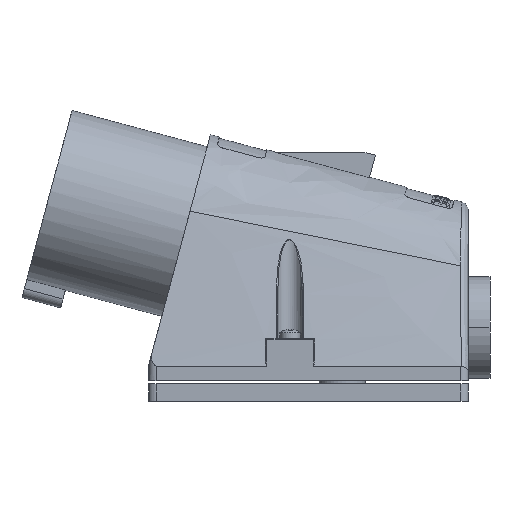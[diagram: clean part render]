
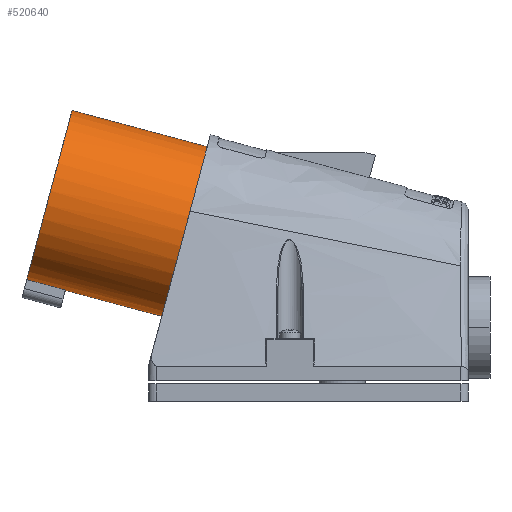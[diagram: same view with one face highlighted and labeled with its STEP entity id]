
A CAD part, front view. The second image highlights one B-rep face of the part: STEP entity #520640.
In plain terms, the highlighted cylindrical face has radius 28.5 mm (diameter 57 mm), a partial arc.
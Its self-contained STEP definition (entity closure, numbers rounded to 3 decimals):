
#210=CARTESIAN_POINT('',(-47.205,51.,94.664));
#220=DIRECTION('',(-0.966,0.,0.259));
#230=DIRECTION('',(0.259,0.,0.966));
#240=AXIS2_PLACEMENT_3D('',#210,#220,#230);
#250=CIRCLE('',#240,28.5);
#260=CARTESIAN_POINT('',(-54.541,48.,67.288));
#270=VERTEX_POINT('',#260);
#280=CARTESIAN_POINT('',(-39.829,51.,122.193));
#290=VERTEX_POINT('',#280);
#300=EDGE_CURVE('',#270,#290,#250,.T.);
#820=CARTESIAN_POINT('',(-34.648,51.,91.299));
#830=DIRECTION('',(-0.966,0.,0.259));
#840=DIRECTION('',(0.259,0.,0.966));
#850=AXIS2_PLACEMENT_3D('',#820,#830,#840);
#860=CIRCLE('',#850,28.5);
#870=CARTESIAN_POINT('',(-42.024,51.,63.771));
#880=VERTEX_POINT('',#870);
#910=CARTESIAN_POINT('',(-10.632,51.,55.359));
#920=DIRECTION('',(-0.966,0.,0.259));
#930=VECTOR('',#920,1.);
#940=LINE('',#910,#930);
#950=CARTESIAN_POINT('',(-10.632,51.,55.359));
#960=VERTEX_POINT('',#950);
#970=EDGE_CURVE('',#960,#880,#940,.T.);
#990=CARTESIAN_POINT('',(-3.256,51.,82.888));
#1000=DIRECTION('',(-0.966,0.,0.259));
#1010=DIRECTION('',(0.259,0.,0.966));
#1020=AXIS2_PLACEMENT_3D('',#990,#1000,#1010);
#1030=CIRCLE('',#1020,28.5);
#1040=CARTESIAN_POINT('',(4.121,51.,110.417));
#1050=VERTEX_POINT('',#1040);
#1080=CARTESIAN_POINT('',(4.121,51.,110.417));
#1090=DIRECTION('',(-0.966,0.,0.259));
#1100=VECTOR('',#1090,1.);
#1110=LINE('',#1080,#1100);
#1120=EDGE_CURVE('',#1050,#290,#1110,.T.);
#8650=CARTESIAN_POINT('',(-10.591,48.,55.512));
#8660=DIRECTION('',(-0.966,0.,0.259));
#8670=VECTOR('',#8660,1.);
#8680=LINE('',#8650,#8670);
#8690=CARTESIAN_POINT('',(-41.984,48.,63.924));
#8700=VERTEX_POINT('',#8690);
#8710=EDGE_CURVE('',#8700,#270,#8680,.T.);
#8990=EDGE_CURVE('',#880,#8700,#860,.T.);
#17130=EDGE_CURVE('',#960,#1050,#1030,.T.);
#520510=CARTESIAN_POINT('',(-3.256,51.,82.888));
#520520=DIRECTION('',(-0.966,0.,0.259));
#520530=DIRECTION('',(0.259,0.,0.966));
#520540=AXIS2_PLACEMENT_3D('',#520510,#520520,#520530);
#520550=CYLINDRICAL_SURFACE('',#520540,28.5);
#520560=ORIENTED_EDGE('',*,*,#970,.F.);
#520570=ORIENTED_EDGE('',*,*,#8990,.F.);
#520580=ORIENTED_EDGE('',*,*,#8710,.F.);
#520590=ORIENTED_EDGE('',*,*,#300,.F.);
#520600=ORIENTED_EDGE('',*,*,#1120,.T.);
#520610=ORIENTED_EDGE('',*,*,#17130,.T.);
#520620=EDGE_LOOP('',(#520610,#520600,#520590,#520580,#520570,#520560));
#520630=FACE_OUTER_BOUND('',#520620,.T.);
#520640=ADVANCED_FACE('',(#520630),#520550,.T.);
